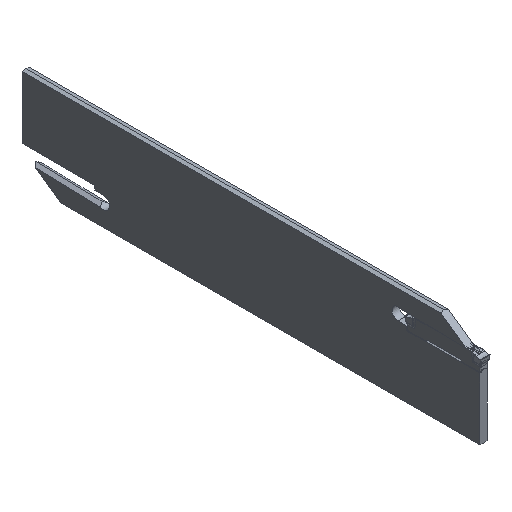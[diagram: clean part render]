
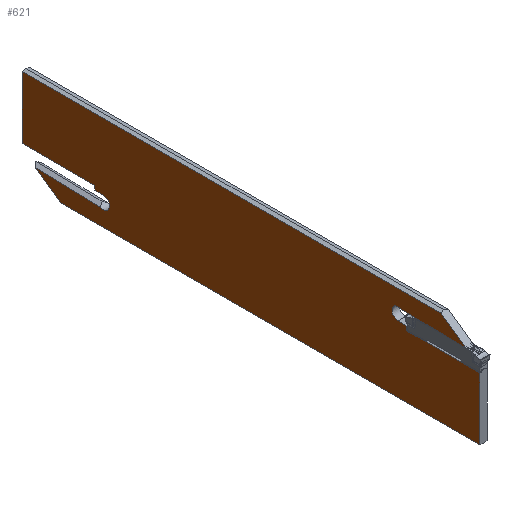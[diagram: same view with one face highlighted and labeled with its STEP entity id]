
A CAD part, isometric view. The second image highlights one B-rep face of the part: STEP entity #621.
In plain terms, the highlighted planar face has unit normal (-1, 0, 0).
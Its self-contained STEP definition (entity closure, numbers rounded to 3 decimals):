
#621=ADVANCED_FACE('',(#940),#879,.F.);
#879=PLANE('',#4308);
#940=FACE_OUTER_BOUND('',#1198,.T.);
#1198=EDGE_LOOP('',(#1575,#1576,#1577,#1578,#1579,#1580,#1581,#1582,#1583,
#1584,#1585,#1586,#1587,#1588,#1589,#1590));
#1457=CIRCLE('',#4306,2.);
#1458=CIRCLE('',#4307,2.);
#1575=ORIENTED_EDGE('',*,*,#3283,.T.);
#1576=ORIENTED_EDGE('',*,*,#3284,.T.);
#1577=ORIENTED_EDGE('',*,*,#3285,.T.);
#1578=ORIENTED_EDGE('',*,*,#3286,.T.);
#1579=ORIENTED_EDGE('',*,*,#3287,.F.);
#1580=ORIENTED_EDGE('',*,*,#3288,.T.);
#1581=ORIENTED_EDGE('',*,*,#3289,.F.);
#1582=ORIENTED_EDGE('',*,*,#3290,.T.);
#1583=ORIENTED_EDGE('',*,*,#3291,.T.);
#1584=ORIENTED_EDGE('',*,*,#3292,.T.);
#1585=ORIENTED_EDGE('',*,*,#3293,.T.);
#1586=ORIENTED_EDGE('',*,*,#3294,.F.);
#1587=ORIENTED_EDGE('',*,*,#3295,.F.);
#1588=ORIENTED_EDGE('',*,*,#3296,.T.);
#1589=ORIENTED_EDGE('',*,*,#3297,.F.);
#1590=ORIENTED_EDGE('',*,*,#3298,.T.);
#2883=VERTEX_POINT('',#5281);
#2884=VERTEX_POINT('',#5282);
#2885=VERTEX_POINT('',#5284);
#2886=VERTEX_POINT('',#5286);
#2887=VERTEX_POINT('',#5288);
#2888=VERTEX_POINT('',#5290);
#2889=VERTEX_POINT('',#5292);
#2890=VERTEX_POINT('',#5294);
#2891=VERTEX_POINT('',#5296);
#2892=VERTEX_POINT('',#5298);
#2893=VERTEX_POINT('',#5300);
#2894=VERTEX_POINT('',#5302);
#2895=VERTEX_POINT('',#5304);
#2896=VERTEX_POINT('',#5306);
#2897=VERTEX_POINT('',#5308);
#2898=VERTEX_POINT('',#5310);
#3283=EDGE_CURVE('',#2883,#2884,#1457,.T.);
#3284=EDGE_CURVE('',#2884,#2885,#3935,.T.);
#3285=EDGE_CURVE('',#2885,#2886,#3936,.T.);
#3286=EDGE_CURVE('',#2886,#2887,#3937,.T.);
#3287=EDGE_CURVE('',#2888,#2887,#3938,.T.);
#3288=EDGE_CURVE('',#2888,#2889,#3939,.T.);
#3289=EDGE_CURVE('',#2890,#2889,#3940,.T.);
#3290=EDGE_CURVE('',#2890,#2891,#3941,.T.);
#3291=EDGE_CURVE('',#2891,#2892,#1458,.T.);
#3292=EDGE_CURVE('',#2892,#2893,#3942,.T.);
#3293=EDGE_CURVE('',#2893,#2894,#3943,.T.);
#3294=EDGE_CURVE('',#2895,#2894,#3944,.T.);
#3295=EDGE_CURVE('',#2896,#2895,#3945,.T.);
#3296=EDGE_CURVE('',#2896,#2897,#3946,.T.);
#3297=EDGE_CURVE('',#2898,#2897,#3947,.T.);
#3298=EDGE_CURVE('',#2898,#2883,#3948,.T.);
#3935=LINE('',#5283,#4122);
#3936=LINE('',#5285,#4123);
#3937=LINE('',#5287,#4124);
#3938=LINE('',#5289,#4125);
#3939=LINE('',#5291,#4126);
#3940=LINE('',#5293,#4127);
#3941=LINE('',#5295,#4128);
#3942=LINE('',#5299,#4129);
#3943=LINE('',#5301,#4130);
#3944=LINE('',#5303,#4131);
#3945=LINE('',#5305,#4132);
#3946=LINE('',#5307,#4133);
#3947=LINE('',#5309,#4134);
#3948=LINE('',#5311,#4135);
#4122=VECTOR('',#4576,1.);
#4123=VECTOR('',#4577,1.);
#4124=VECTOR('',#4578,1.);
#4125=VECTOR('',#4579,1.);
#4126=VECTOR('',#4580,1.);
#4127=VECTOR('',#4581,1.);
#4128=VECTOR('',#4582,1.);
#4129=VECTOR('',#4585,1.);
#4130=VECTOR('',#4586,1.);
#4131=VECTOR('',#4587,1.);
#4132=VECTOR('',#4588,1.);
#4133=VECTOR('',#4589,1.);
#4134=VECTOR('',#4590,1.);
#4135=VECTOR('',#4591,1.);
#4306=AXIS2_PLACEMENT_3D('',#5280,#4574,#4575);
#4307=AXIS2_PLACEMENT_3D('',#5297,#4583,#4584);
#4308=AXIS2_PLACEMENT_3D('',#5312,#4592,#4593);
#4574=DIRECTION('',(1.,0.,0.));
#4575=DIRECTION('',(0.,0.,-1.));
#4576=DIRECTION('',(0.,-1.,-0.026));
#4577=DIRECTION('',(0.,0.819,0.574));
#4578=DIRECTION('',(0.,1.,0.));
#4579=DIRECTION('',(0.,0.,1.));
#4580=DIRECTION('',(0.,-1.,0.));
#4581=DIRECTION('',(0.,0.,1.));
#4582=DIRECTION('',(0.,-1.,-0.026));
#4583=DIRECTION('',(1.,0.,0.));
#4584=DIRECTION('',(0.,0.,1.));
#4585=DIRECTION('',(0.,1.,0.026));
#4586=DIRECTION('',(0.,-0.819,-0.574));
#4587=DIRECTION('',(0.,1.,0.));
#4588=DIRECTION('',(0.,0.,-1.));
#4589=DIRECTION('',(0.,1.,0.));
#4590=DIRECTION('',(0.,0.,-1.));
#4591=DIRECTION('',(0.,1.,0.026));
#4592=DIRECTION('',(1.,0.,0.));
#4593=DIRECTION('',(0.,0.,-1.));
#5280=CARTESIAN_POINT('',(0.,-48.05,24.301));
#5281=CARTESIAN_POINT('',(0.,-47.997,22.301));
#5282=CARTESIAN_POINT('',(0.,-48.871,26.124));
#5283=CARTESIAN_POINT('',(0.,-74.445,25.455));
#5284=CARTESIAN_POINT('',(0.,-70.295,25.563));
#5285=CARTESIAN_POINT('',(0.,-70.1,25.7));
#5286=CARTESIAN_POINT('',(0.,-62.021,31.357));
#5287=CARTESIAN_POINT('',(0.,-74.6,31.357));
#5288=CARTESIAN_POINT('',(0.,74.6,31.357));
#5289=CARTESIAN_POINT('',(0.,74.6,0.643));
#5290=CARTESIAN_POINT('',(0.,74.6,11.108));
#5291=CARTESIAN_POINT('',(0.,74.6,11.108));
#5292=CARTESIAN_POINT('',(0.,50.884,11.108));
#5293=CARTESIAN_POINT('',(0.,50.884,0.643));
#5294=CARTESIAN_POINT('',(0.,50.884,9.774));
#5295=CARTESIAN_POINT('',(0.,74.345,10.389));
#5296=CARTESIAN_POINT('',(0.,47.997,9.699));
#5297=CARTESIAN_POINT('',(0.,48.05,7.699));
#5298=CARTESIAN_POINT('',(0.,48.871,5.876));
#5299=CARTESIAN_POINT('',(0.,74.445,6.545));
#5300=CARTESIAN_POINT('',(0.,70.295,6.437));
#5301=CARTESIAN_POINT('',(0.,70.1,6.3));
#5302=CARTESIAN_POINT('',(0.,62.021,0.643));
#5303=CARTESIAN_POINT('',(0.,-74.6,0.643));
#5304=CARTESIAN_POINT('',(0.,-74.6,0.643));
#5305=CARTESIAN_POINT('',(0.,-74.6,31.357));
#5306=CARTESIAN_POINT('',(0.,-74.6,20.892));
#5307=CARTESIAN_POINT('',(0.,-74.6,20.892));
#5308=CARTESIAN_POINT('',(0.,-50.884,20.892));
#5309=CARTESIAN_POINT('',(0.,-50.884,31.357));
#5310=CARTESIAN_POINT('',(0.,-50.884,22.226));
#5311=CARTESIAN_POINT('',(0.,-74.345,21.611));
#5312=CARTESIAN_POINT('',(0.,-74.6,31.357));
